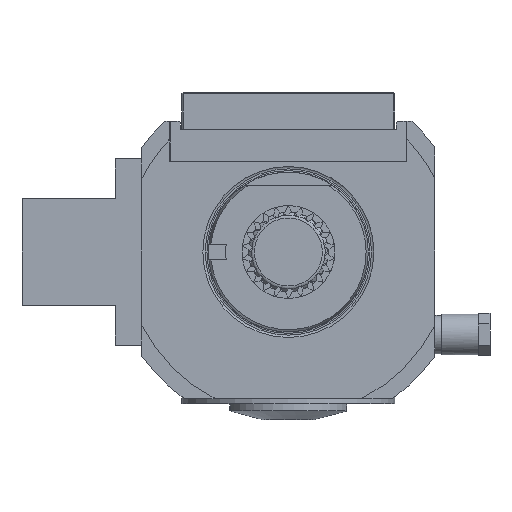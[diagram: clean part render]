
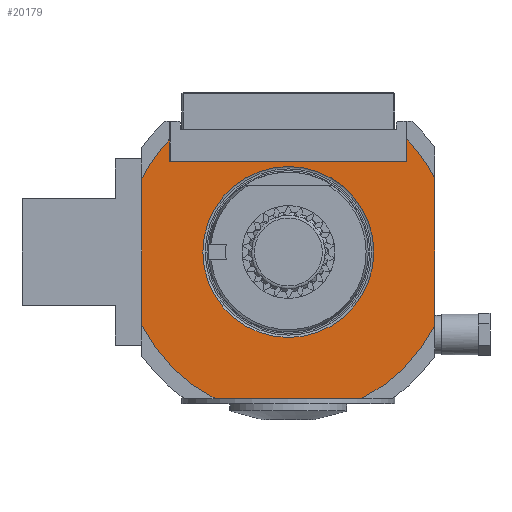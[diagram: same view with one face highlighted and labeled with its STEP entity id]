
A CAD part, front view. The second image highlights one B-rep face of the part: STEP entity #20179.
In plain terms, the highlighted planar face has unit normal (0, -1, 0).
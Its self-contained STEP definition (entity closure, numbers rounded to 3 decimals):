
#234 = DIRECTION ( 'NONE',  ( 0., 1., 0. ) ) ;
#397 = EDGE_CURVE ( 'NONE', #37847, #14475, #8990, .T. ) ;
#1615 = EDGE_LOOP ( 'NONE', ( #31069 ) ) ;
#1617 = LINE ( 'NONE', #10349, #9734 ) ;
#2966 = DIRECTION ( 'NONE',  ( 0., 0., -1. ) ) ;
#3017 = CIRCLE ( 'NONE', #25603, 61.5 ) ;
#3258 = FACE_OUTER_BOUND ( 'NONE', #8377, .T. ) ;
#3272 = DIRECTION ( 'NONE',  ( -1., 0., 0. ) ) ;
#3588 = VERTEX_POINT ( 'NONE', #5245 ) ;
#3708 = DIRECTION ( 'NONE',  ( 0., 1., 0. ) ) ;
#3882 = EDGE_CURVE ( 'NONE', #28278, #21353, #39614, .T. ) ;
#5245 = CARTESIAN_POINT ( 'NONE',  ( 44.5, -1., 42.45 ) ) ;
#5507 = CIRCLE ( 'NONE', #22265, 61.5 ) ;
#6316 = VERTEX_POINT ( 'NONE', #24479 ) ;
#7513 = CARTESIAN_POINT ( 'NONE',  ( 44.5, -1., 34. ) ) ;
#8377 = EDGE_LOOP ( 'NONE', ( #12790, #33678, #21576, #9412, #24370, #12545, #30122, #10767, #27475, #23786 ) ) ;
#8732 = EDGE_CURVE ( 'NONE', #21353, #33842, #5507, .T. ) ;
#8839 = CARTESIAN_POINT ( 'NONE',  ( 55., -1., -27.518 ) ) ;
#8990 = LINE ( 'NONE', #18634, #39082 ) ;
#9233 = CARTESIAN_POINT ( 'NONE',  ( 44.5, -1., 0. ) ) ;
#9271 = VECTOR ( 'NONE', #26505, 1000. ) ;
#9289 = DIRECTION ( 'NONE',  ( 1., 0., 0. ) ) ;
#9412 = ORIENTED_EDGE ( 'NONE', *, *, #27444, .T. ) ;
#9578 = PLANE ( 'NONE',  #21747 ) ;
#9631 = LINE ( 'NONE', #9233, #31849 ) ;
#9734 = VECTOR ( 'NONE', #22832, 1000. ) ;
#10349 = CARTESIAN_POINT ( 'NONE',  ( 0., -1., -55. ) ) ;
#10679 = EDGE_CURVE ( 'NONE', #33842, #14363, #1617, .T. ) ;
#10767 = ORIENTED_EDGE ( 'NONE', *, *, #10679, .F. ) ;
#11191 = CARTESIAN_POINT ( 'NONE',  ( 55., -1., 27.518 ) ) ;
#11216 = EDGE_CURVE ( 'NONE', #25241, #22853, #39347, .T. ) ;
#11883 = DIRECTION ( 'NONE',  ( 0., 1., 0. ) ) ;
#12216 = DIRECTION ( 'NONE',  ( 0., -1., 0. ) ) ;
#12231 = CARTESIAN_POINT ( 'NONE',  ( -44.5, -1., 34. ) ) ;
#12272 = EDGE_CURVE ( 'NONE', #25241, #33060, #28501, .T. ) ;
#12545 = ORIENTED_EDGE ( 'NONE', *, *, #11216, .T. ) ;
#12790 = ORIENTED_EDGE ( 'NONE', *, *, #26941, .F. ) ;
#13102 = DIRECTION ( 'NONE',  ( 1., 0., 0. ) ) ;
#13306 = CARTESIAN_POINT ( 'NONE',  ( 0., -1., 0. ) ) ;
#13527 = DIRECTION ( 'NONE',  ( 0., 1., 0. ) ) ;
#13785 = CARTESIAN_POINT ( 'NONE',  ( -44.5, -1., 0. ) ) ;
#14363 = VERTEX_POINT ( 'NONE', #15837 ) ;
#14475 = VERTEX_POINT ( 'NONE', #12231 ) ;
#15584 = FACE_BOUND ( 'NONE', #1615, .T. ) ;
#15837 = CARTESIAN_POINT ( 'NONE',  ( -27.518, -1., -55. ) ) ;
#16043 = CARTESIAN_POINT ( 'NONE',  ( 0., -1., 0. ) ) ;
#16562 = CARTESIAN_POINT ( 'NONE',  ( 0., -1., 0. ) ) ;
#17168 = VECTOR ( 'NONE', #2966, 1000. ) ;
#17286 = CARTESIAN_POINT ( 'NONE',  ( -55., -1., -27.518 ) ) ;
#18634 = CARTESIAN_POINT ( 'NONE',  ( -32.15, -1., 34. ) ) ;
#19472 = AXIS2_PLACEMENT_3D ( 'NONE', #16562, #13527, #25851 ) ;
#19685 = EDGE_CURVE ( 'NONE', #14363, #22853, #3017, .T. ) ;
#20179 = ADVANCED_FACE ( 'Defeature completata1_874', ( #3258, #15584 ), #9578, .F. ) ;
#20742 = CARTESIAN_POINT ( 'NONE',  ( -44.5, -1., 42.45 ) ) ;
#20962 = CARTESIAN_POINT ( 'NONE',  ( 0., -1., 0. ) ) ;
#21353 = VERTEX_POINT ( 'NONE', #8839 ) ;
#21576 = ORIENTED_EDGE ( 'NONE', *, *, #397, .T. ) ;
#21747 = AXIS2_PLACEMENT_3D ( 'NONE', #27928, #234, #34215 ) ;
#21888 = DIRECTION ( 'NONE',  ( 0., 0., -1. ) ) ;
#22265 = AXIS2_PLACEMENT_3D ( 'NONE', #16043, #3708, #28378 ) ;
#22832 = DIRECTION ( 'NONE',  ( -1., 0., 0. ) ) ;
#22853 = VERTEX_POINT ( 'NONE', #17286 ) ;
#23786 = ORIENTED_EDGE ( 'NONE', *, *, #3882, .F. ) ;
#24110 = DIRECTION ( 'NONE',  ( -1., 0., 0. ) ) ;
#24111 = DIRECTION ( 'NONE',  ( 0., 0., -1. ) ) ;
#24370 = ORIENTED_EDGE ( 'NONE', *, *, #12272, .F. ) ;
#24479 = CARTESIAN_POINT ( 'NONE',  ( -32.095, -1., 0. ) ) ;
#25241 = VERTEX_POINT ( 'NONE', #30197 ) ;
#25603 = AXIS2_PLACEMENT_3D ( 'NONE', #20962, #11883, #9289 ) ;
#25851 = DIRECTION ( 'NONE',  ( 1., 0., 0. ) ) ;
#26505 = DIRECTION ( 'NONE',  ( 0., 0., 1. ) ) ;
#26709 = LINE ( 'NONE', #13785, #9271 ) ;
#26941 = EDGE_CURVE ( 'NONE', #3588, #28278, #33770, .T. ) ;
#27383 = CIRCLE ( 'NONE', #32583, 32.095 ) ;
#27444 = EDGE_CURVE ( 'NONE', #14475, #33060, #26709, .T. ) ;
#27475 = ORIENTED_EDGE ( 'NONE', *, *, #8732, .F. ) ;
#27928 = CARTESIAN_POINT ( 'NONE',  ( -32.15, -1., 0. ) ) ;
#28049 = EDGE_CURVE ( 'NONE', #3588, #37847, #9631, .T. ) ;
#28278 = VERTEX_POINT ( 'NONE', #11191 ) ;
#28378 = DIRECTION ( 'NONE',  ( 1., 0., 0. ) ) ;
#28465 = DIRECTION ( 'NONE',  ( 0., 1., 0. ) ) ;
#28501 = CIRCLE ( 'NONE', #19472, 61.5 ) ;
#28967 = EDGE_CURVE ( 'NONE', #6316, #6316, #27383, .T. ) ;
#29105 = VECTOR ( 'NONE', #24111, 1000. ) ;
#30122 = ORIENTED_EDGE ( 'NONE', *, *, #19685, .F. ) ;
#30197 = CARTESIAN_POINT ( 'NONE',  ( -55., -1., 27.518 ) ) ;
#31069 = ORIENTED_EDGE ( 'NONE', *, *, #28967, .F. ) ;
#31849 = VECTOR ( 'NONE', #21888, 1000. ) ;
#32583 = AXIS2_PLACEMENT_3D ( 'NONE', #39542, #12216, #24110 ) ;
#33060 = VERTEX_POINT ( 'NONE', #20742 ) ;
#33134 = AXIS2_PLACEMENT_3D ( 'NONE', #13306, #28465, #13102 ) ;
#33678 = ORIENTED_EDGE ( 'NONE', *, *, #28049, .T. ) ;
#33770 = CIRCLE ( 'NONE', #33134, 61.5 ) ;
#33842 = VERTEX_POINT ( 'NONE', #35048 ) ;
#34127 = CARTESIAN_POINT ( 'NONE',  ( 55., -1., 0. ) ) ;
#34215 = DIRECTION ( 'NONE',  ( 1., 0., 0. ) ) ;
#35048 = CARTESIAN_POINT ( 'NONE',  ( 27.518, -1., -55. ) ) ;
#36913 = CARTESIAN_POINT ( 'NONE',  ( -55., -1., 0. ) ) ;
#37847 = VERTEX_POINT ( 'NONE', #7513 ) ;
#39082 = VECTOR ( 'NONE', #3272, 1000. ) ;
#39347 = LINE ( 'NONE', #36913, #29105 ) ;
#39542 = CARTESIAN_POINT ( 'NONE',  ( 0., -1., 0. ) ) ;
#39614 = LINE ( 'NONE', #34127, #17168 ) ;
